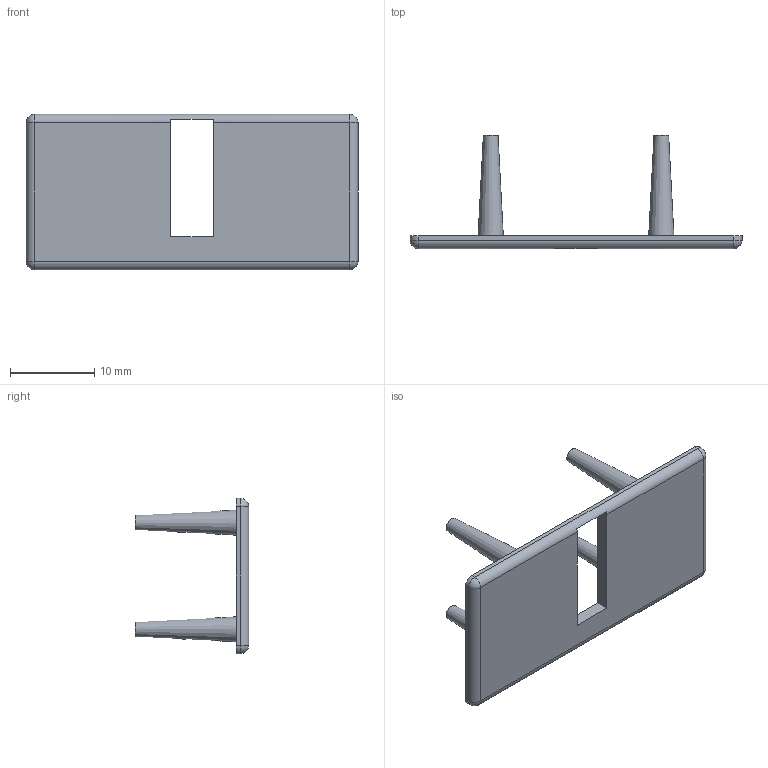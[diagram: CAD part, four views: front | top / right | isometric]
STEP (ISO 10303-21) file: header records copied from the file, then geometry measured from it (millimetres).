
FILE_DESCRIPTION(/* description */ (''),/* implementation_level */ '2;1');
FILE_NAME(/* name */ 'Sensor support v4.step',/* time_stamp */ '2024-10-09T11:42:16-04:00',/* author */ (''),/* organization */ (''),/* preprocessor_version */ 'ST-DEVELOPER v20',/* originating_system */ 'Autodesk Translation Framework v13.20.0.188',/* authorisation */ '');
FILE_SCHEMA (('AUTOMOTIVE_DESIGN { 1 0 10303 214 3 1 1 }'));
Length unit declared in the file: millimetre
Products named in the file (1): Sensor support
Bounding box: 39.5 x 13.5 x 18.5 mm (x, y, z)
Volume: 1182.6 mm3; surface area: 1837.5 mm2
Topology: 1 solids, 1 shells, 30 faces, 63 edges, 38 vertices
Faces by surface type: plane 14, cylinder 8, sphere 4, cone 4
Entity records: 834 total; most frequent: DIRECTION 151, CARTESIAN_POINT 132, ORIENTED_EDGE 126, EDGE_CURVE 63, AXIS2_PLACEMENT_3D 57, VERTEX_POINT 38, LINE 37, VECTOR 37
